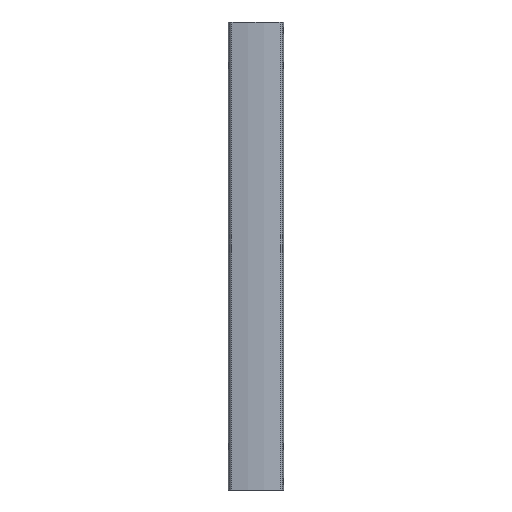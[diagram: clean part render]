
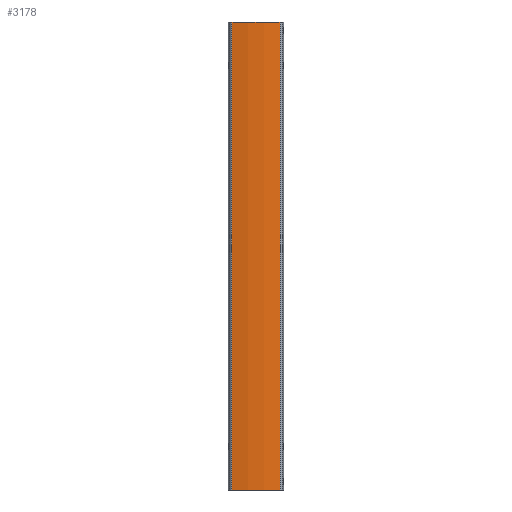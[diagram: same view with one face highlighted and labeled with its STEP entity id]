
A CAD part, left-side view. The second image highlights one B-rep face of the part: STEP entity #3178.
In plain terms, the highlighted cylindrical face has radius 200 mm (diameter 400 mm), a partial arc.
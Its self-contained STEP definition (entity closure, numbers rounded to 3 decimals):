
#92=CARTESIAN_POINT('',(165.,0.,375.));
#93=DIRECTION('',(0.,0.,-1.));
#94=DIRECTION('',(-0.981,-0.193,0.));
#95=AXIS2_PLACEMENT_3D('',#92,#93,#94);
#411=DIRECTION('',(0.,0.,1.));
#412=VECTOR('',#411,750.);
#413=CARTESIAN_POINT('',(-31.249,38.551,-375.));
#414=LINE('',#413,#412);
#418=DIRECTION('',(0.,0.,1.));
#419=VECTOR('',#418,750.);
#420=CARTESIAN_POINT('',(-31.249,-38.551,-375.));
#421=LINE('',#420,#419);
#725=CARTESIAN_POINT('',(165.,0.,-375.));
#726=DIRECTION('',(0.,0.,-1.));
#727=DIRECTION('',(-0.981,-0.193,0.));
#728=AXIS2_PLACEMENT_3D('',#725,#726,#727);
#2626=CARTESIAN_POINT('',(-31.249,38.551,375.));
#2627=VERTEX_POINT('',#2626);
#2628=CARTESIAN_POINT('',(-31.249,-38.551,375.));
#2629=VERTEX_POINT('',#2628);
#2642=CARTESIAN_POINT('',(-31.249,38.551,-375.));
#2643=VERTEX_POINT('',#2642);
#2644=CARTESIAN_POINT('',(-31.249,-38.551,-375.));
#2645=VERTEX_POINT('',#2644);
#3165=CARTESIAN_POINT('',(165.,0.,375.));
#3166=DIRECTION('',(0.,0.,1.));
#3167=DIRECTION('',(1.,0.,0.));
#3168=AXIS2_PLACEMENT_3D('',#3165,#3166,#3167);
#3169=CYLINDRICAL_SURFACE('',#3168,200.);
#3170=ORIENTED_EDGE('',*,*,#3019,.F.);
#3172=ORIENTED_EDGE('',*,*,#3171,.F.);
#3174=ORIENTED_EDGE('',*,*,#3173,.T.);
#3175=ORIENTED_EDGE('',*,*,#3157,.T.);
#3176=EDGE_LOOP('',(#3170,#3172,#3174,#3175));
#3177=FACE_OUTER_BOUND('',#3176,.F.);
#3178=ADVANCED_FACE('',(#3177),#3169,.T.);
#96=CIRCLE('',#95,200.);
#729=CIRCLE('',#728,200.);
#3019=EDGE_CURVE('',#2629,#2627,#96,.T.);
#3157=EDGE_CURVE('',#2643,#2627,#414,.T.);
#3171=EDGE_CURVE('',#2645,#2629,#421,.T.);
#3173=EDGE_CURVE('',#2645,#2643,#729,.T.);
